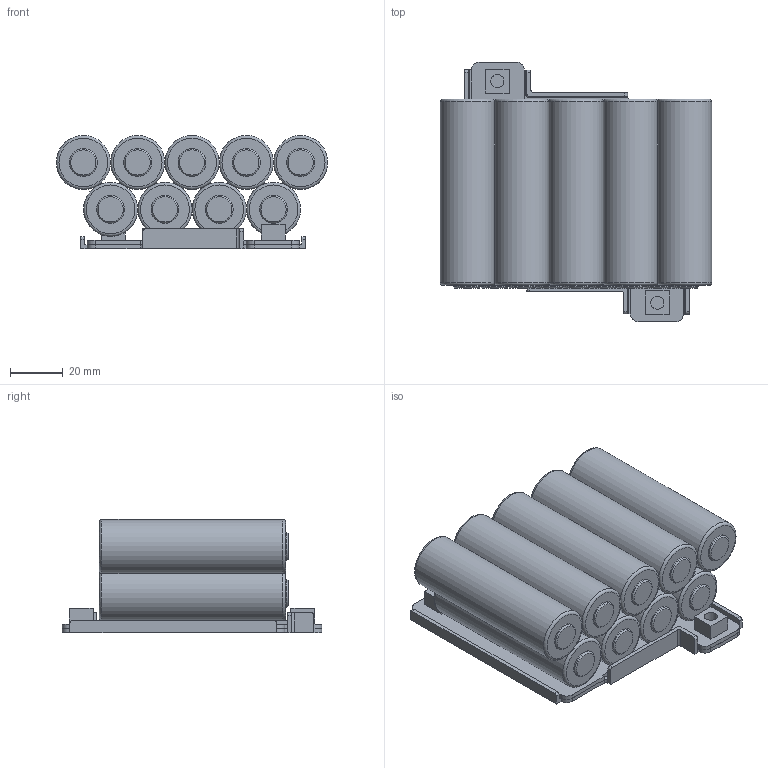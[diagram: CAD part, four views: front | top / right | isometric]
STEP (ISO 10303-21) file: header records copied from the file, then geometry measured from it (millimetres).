
FILE_DESCRIPTION(/* description */ (''),/* implementation_level */ '2;1');
FILE_NAME(/* name */ '9p-dual-cell.stp',/* time_stamp */ '2020-05-09T12:27:21-07:00',/* author */ ('andre'),/* organization */ (''),/* preprocessor_version */ 'ST-DEVELOPER v17',/* originating_system */ 'Autodesk Inventor 2019',/* authorisation */ '');
FILE_SCHEMA (('AUTOMOTIVE_DESIGN { 1 0 10303 214 3 1 1 }'));
Length unit declared in the file: millimetre
Products named in the file (5): 9p-dual-cell; Modular P-Group Battery Tray; Mod-PCB; 9p; 20700-cell
Assembly tree (12 placements, depth 3):
  9p-dual-cell
    Modular P-Group Battery Tray
    Mod-PCB
    9p
      20700-cell  x9
Bounding box: 102.4 x 98 x 42.68 mm (x, y, z)
Volume: 226958.2 mm3; surface area: 72739.7 mm2
Topology: 11 solids, 11 shells, 202 faces, 486 edges, 311 vertices
Faces by surface type: plane 104, cylinder 61, torus 20, cone 17
Full cylindrical faces by diameter (mm): 5 x2, 10.5 x9, 20.4 x9
Entity records: 4565 total; most frequent: DIRECTION 779, CARTESIAN_POINT 778, ORIENTED_EDGE 732, EDGE_CURVE 366, AXIS2_PLACEMENT_3D 260, LINE 259, VECTOR 259, VERTEX_POINT 239
